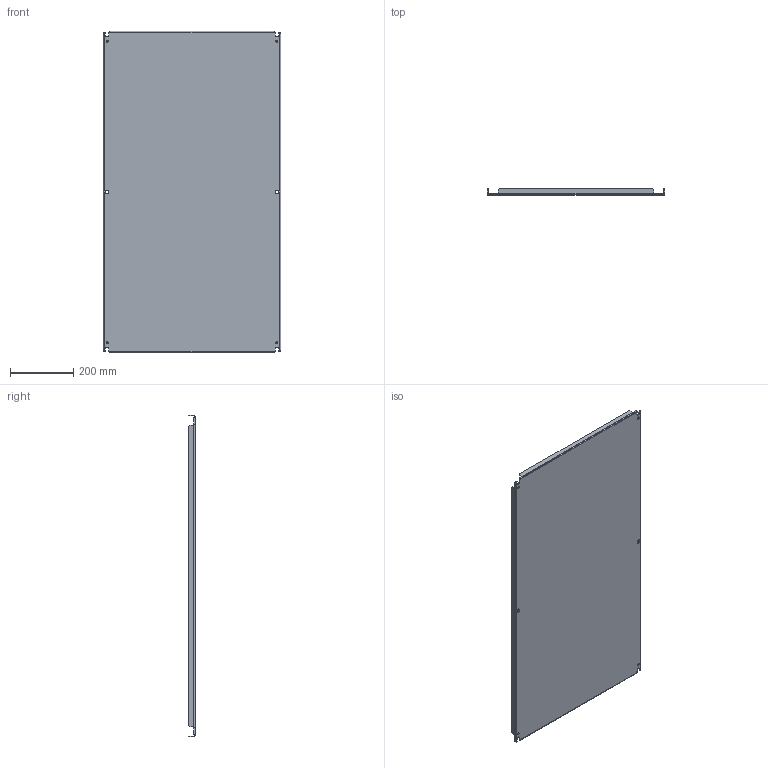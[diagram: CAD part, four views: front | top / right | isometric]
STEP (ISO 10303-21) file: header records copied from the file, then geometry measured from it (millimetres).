
FILE_DESCRIPTION (( 'STEP AP214' ), '1' );
FILE_NAME ('EPG4224.step', '2019-09-05T17:34:02', ( '' ), ( '' ), 'SwSTEP 2.0', 'SolidWorks 2018', '' );
FILE_SCHEMA (( 'AUTOMOTIVE_DESIGN' ));
Length unit declared in the file: inch
Products named in the file (1): EPG4224
Bounding box: 563.12 x 19.05 x 1020.32 mm (x, y, z)
Volume: 1492795.9 mm3; surface area: 1245795.8 mm2
Topology: 1 solids, 1 shells, 132 faces, 342 edges, 212 vertices
Faces by surface type: plane 74, cylinder 42, bspline 16
Entity records: 7010 total; most frequent: CARTESIAN_POINT 2063, ORIENTED_EDGE 684, DIRECTION 628, EDGE_CURVE 342, LINE 226, VECTOR 226, VERTEX_POINT 212, AXIS2_PLACEMENT_3D 201
